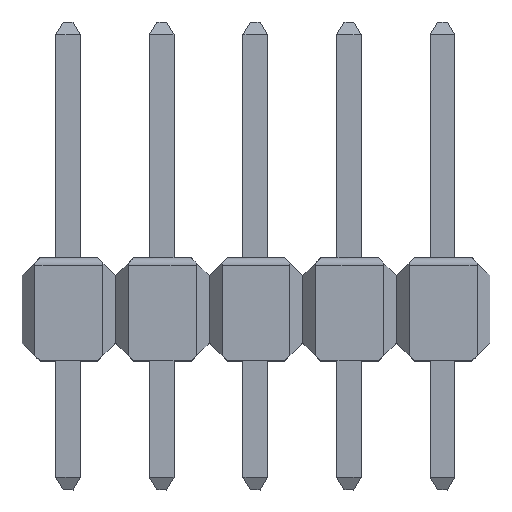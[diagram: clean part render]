
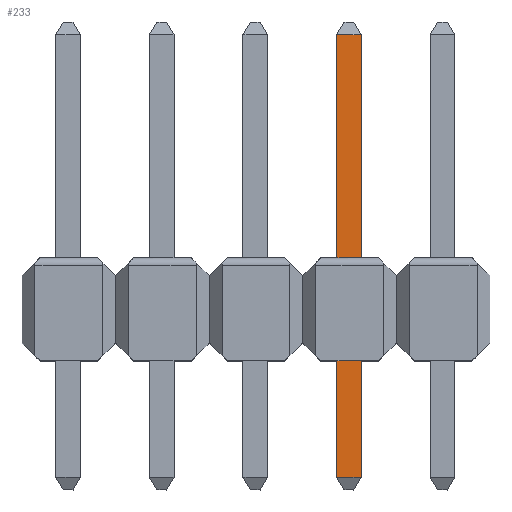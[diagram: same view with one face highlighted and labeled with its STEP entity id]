
A CAD part, top view. The second image highlights one B-rep face of the part: STEP entity #233.
In plain terms, the highlighted planar face has unit normal (0, 0, 1).
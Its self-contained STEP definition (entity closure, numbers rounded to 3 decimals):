
#206=AXIS2_PLACEMENT_3D('Plane Axis2P3D',#203,#204,#205) ;
#52=CARTESIAN_POINT('Vertex',(0.335,0.346,0.335)) ;
#66=CARTESIAN_POINT('Vertex',(0.335,12.354,0.335)) ;
#69=CARTESIAN_POINT('Line Origine',(0.335,6.35,0.335)) ;
#203=CARTESIAN_POINT('Axis2P3D Location',(-0.335,12.7,0.335)) ;
#208=CARTESIAN_POINT('Line Origine',(0.,0.346,0.335)) ;
#212=CARTESIAN_POINT('Vertex',(-0.335,0.346,0.335)) ;
#215=CARTESIAN_POINT('Line Origine',(0.,12.354,0.335)) ;
#219=CARTESIAN_POINT('Vertex',(-0.335,12.354,0.335)) ;
#222=CARTESIAN_POINT('Line Origine',(-0.335,6.35,0.335)) ;
#70=DIRECTION('Vector Direction',(0.,1.,0.)) ;
#204=DIRECTION('Axis2P3D Direction',(0.,0.,-1.)) ;
#205=DIRECTION('Axis2P3D XDirection',(-1.,0.,-0.)) ;
#209=DIRECTION('Vector Direction',(-1.,0.,0.)) ;
#216=DIRECTION('Vector Direction',(1.,0.,0.)) ;
#223=DIRECTION('Vector Direction',(0.,1.,0.)) ;
#71=VECTOR('Line Direction',#70,1.) ;
#210=VECTOR('Line Direction',#209,1.) ;
#217=VECTOR('Line Direction',#216,1.) ;
#224=VECTOR('Line Direction',#223,1.) ;
#228=ORIENTED_EDGE('',*,*,#214,.F.) ;
#229=ORIENTED_EDGE('',*,*,#73,.T.) ;
#230=ORIENTED_EDGE('',*,*,#221,.F.) ;
#231=ORIENTED_EDGE('',*,*,#226,.F.) ;
#233=ADVANCED_FACE('Imported1',(#232),#207,.F.) ;
#73=EDGE_CURVE('',#53,#67,#72,.T.) ;
#214=EDGE_CURVE('',#53,#213,#211,.T.) ;
#221=EDGE_CURVE('',#220,#67,#218,.T.) ;
#226=EDGE_CURVE('',#213,#220,#225,.T.) ;
#227=EDGE_LOOP('',(#228,#229,#230,#231)) ;
#232=FACE_OUTER_BOUND('',#227,.T.) ;
#72=LINE('Line',#69,#71) ;
#211=LINE('Line',#208,#210) ;
#218=LINE('Line',#215,#217) ;
#225=LINE('Line',#222,#224) ;
#207=PLANE('',#206) ;
#53=VERTEX_POINT('',#52) ;
#67=VERTEX_POINT('',#66) ;
#213=VERTEX_POINT('',#212) ;
#220=VERTEX_POINT('',#219) ;
